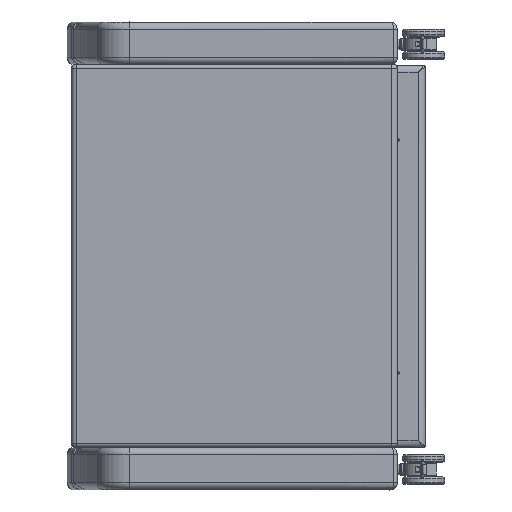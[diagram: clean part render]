
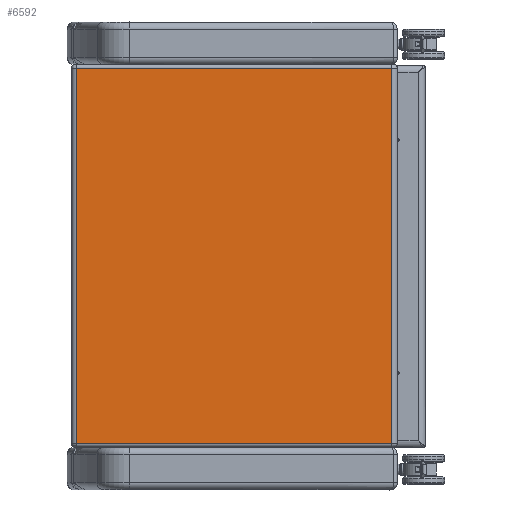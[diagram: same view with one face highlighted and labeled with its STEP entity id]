
A CAD part, left-side view. The second image highlights one B-rep face of the part: STEP entity #6592.
In plain terms, the highlighted face is planar.
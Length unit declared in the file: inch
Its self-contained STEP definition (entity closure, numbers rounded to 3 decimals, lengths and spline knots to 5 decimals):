
#486=PLANE('',#7346);
#683=LINE('',#11624,#1100);
#688=LINE('',#11637,#1105);
#689=LINE('',#11641,#1106);
#690=LINE('',#11642,#1107);
#1100=VECTOR('',#8542,0.3937);
#1105=VECTOR('',#8555,0.3937);
#1106=VECTOR('',#8560,26.5);
#1107=VECTOR('',#8561,0.3937);
#1712=FACE_OUTER_BOUND('',#2159,.T.);
#2159=EDGE_LOOP('',(#5034,#5035,#5036,#5037));
#3111=VERTEX_POINT('',#11542);
#3128=VERTEX_POINT('',#11607);
#3132=VERTEX_POINT('',#11636);
#3133=VERTEX_POINT('',#11640);
#3825=EDGE_CURVE('',#3111,#3128,#683,.T.);
#3831=EDGE_CURVE('',#3128,#3132,#688,.T.);
#3833=EDGE_CURVE('',#3133,#3111,#689,.T.);
#3834=EDGE_CURVE('',#3132,#3133,#690,.T.);
#5034=ORIENTED_EDGE('',*,*,#3825,.F.);
#5035=ORIENTED_EDGE('',*,*,#3833,.F.);
#5036=ORIENTED_EDGE('',*,*,#3834,.F.);
#5037=ORIENTED_EDGE('',*,*,#3831,.F.);
#6592=ADVANCED_FACE('',(#1712),#486,.T.);
#7346=AXIS2_PLACEMENT_3D('',#11639,#8558,#8559);
#8542=DIRECTION('',(1.,0.,0.));
#8555=DIRECTION('',(0.,0.,-1.));
#8558=DIRECTION('center_axis',(0.,-1.,0.));
#8559=DIRECTION('ref_axis',(0.,0.,-1.));
#8560=DIRECTION('',(0.,0.,1.));
#8561=DIRECTION('',(-1.,0.,0.));
#11542=CARTESIAN_POINT('',(20.0282,18.44801,52.75));
#11607=CARTESIAN_POINT('',(42.2782,18.44801,52.75));
#11624=CARTESIAN_POINT('',(35.3303,18.44801,52.75));
#11636=CARTESIAN_POINT('',(42.2782,18.44801,26.25));
#11637=CARTESIAN_POINT('',(42.2782,18.44801,30.));
#11639=CARTESIAN_POINT('Origin',(40.7782,18.44801,30.));
#11640=CARTESIAN_POINT('',(20.0282,18.44801,26.25));
#11641=CARTESIAN_POINT('',(20.0282,18.44801,30.25));
#11642=CARTESIAN_POINT('',(35.46724,18.44801,26.25));
